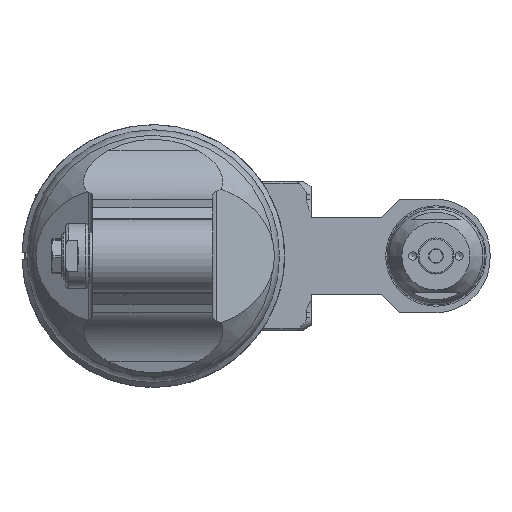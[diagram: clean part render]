
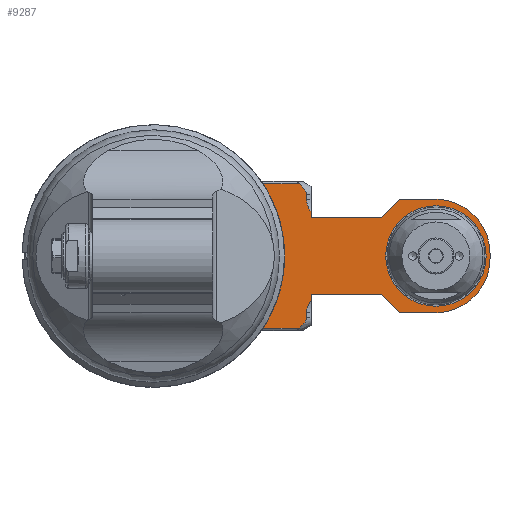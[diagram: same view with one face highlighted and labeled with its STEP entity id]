
A CAD part, front view. The second image highlights one B-rep face of the part: STEP entity #9287.
In plain terms, the highlighted planar face has unit normal (0, -1, 0).
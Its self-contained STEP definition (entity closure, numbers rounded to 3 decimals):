
#91=FACE_BOUND('',#1285,.T.);
#189=(
BOUNDED_CURVE()
B_SPLINE_CURVE(2,(#14328,#14329,#14330),.UNSPECIFIED.,.F.,.F.)
B_SPLINE_CURVE_WITH_KNOTS((3,3),(-8.897,-6.635),
 .UNSPECIFIED.)
CURVE()
GEOMETRIC_REPRESENTATION_ITEM()
RATIONAL_B_SPLINE_CURVE((2.813,2.813,2.696))
REPRESENTATION_ITEM('')
);
#190=(
BOUNDED_CURVE()
B_SPLINE_CURVE(2,(#14334,#14335,#14336),.UNSPECIFIED.,.F.,.F.)
B_SPLINE_CURVE_WITH_KNOTS((3,3),(1.071,2.359),
 .UNSPECIFIED.)
CURVE()
GEOMETRIC_REPRESENTATION_ITEM()
RATIONAL_B_SPLINE_CURVE((1.95,2.354,2.354))
REPRESENTATION_ITEM('')
);
#191=(
BOUNDED_CURVE()
B_SPLINE_CURVE(2,(#14343,#14344,#14345),.UNSPECIFIED.,.F.,.F.)
B_SPLINE_CURVE_WITH_KNOTS((3,3),(2.359,3.647),
 .UNSPECIFIED.)
CURVE()
GEOMETRIC_REPRESENTATION_ITEM()
RATIONAL_B_SPLINE_CURVE((2.354,2.354,1.95))
REPRESENTATION_ITEM('')
);
#192=(
BOUNDED_CURVE()
B_SPLINE_CURVE(2,(#14347,#14348,#14349),.UNSPECIFIED.,.F.,.F.)
B_SPLINE_CURVE_WITH_KNOTS((3,3),(-11.159,-8.897),
 .UNSPECIFIED.)
CURVE()
GEOMETRIC_REPRESENTATION_ITEM()
RATIONAL_B_SPLINE_CURVE((2.696,2.813,2.813))
REPRESENTATION_ITEM('')
);
#309=PLANE('',#9963);
#709=FACE_OUTER_BOUND('',#1284,.T.);
#1284=EDGE_LOOP('',(#6584,#6585,#6586,#6587,#6588,#6589,#6590,#6591,#6592,
#6593,#6594,#6595,#6596,#6597,#6598,#6599,#6600,#6601,#6602,#6603));
#1285=EDGE_LOOP('',(#6604));
#1917=CIRCLE('',#9964,21.);
#1918=CIRCLE('',#9965,21.);
#1919=CIRCLE('',#9966,19.5);
#2542=LINE('',#14317,#3253);
#2546=LINE('',#14326,#3257);
#2547=LINE('',#14332,#3258);
#2548=LINE('',#14338,#3259);
#2549=LINE('',#14340,#3260);
#2550=LINE('',#14342,#3261);
#2551=LINE('',#14351,#3262);
#2552=LINE('',#14353,#3263);
#2553=LINE('',#14355,#3264);
#2554=LINE('',#14357,#3265);
#2555=LINE('',#14361,#3266);
#2556=LINE('',#14365,#3267);
#2557=LINE('',#14367,#3268);
#2558=LINE('',#14368,#3269);
#3253=VECTOR('',#11211,2.);
#3257=VECTOR('',#11217,2.101);
#3258=VECTOR('',#11218,2.);
#3259=VECTOR('',#11219,14.898);
#3260=VECTOR('',#11220,56.);
#3261=VECTOR('',#11221,14.898);
#3262=VECTOR('',#11222,2.101);
#3263=VECTOR('',#11223,27.49);
#3264=VECTOR('',#11224,9.899);
#3265=VECTOR('',#11225,14.01);
#3266=VECTOR('',#11228,2.);
#3267=VECTOR('',#11231,14.01);
#3268=VECTOR('',#11232,9.899);
#3269=VECTOR('',#11233,27.49);
#3999=VERTEX_POINT('',#14315);
#4000=VERTEX_POINT('',#14316);
#4003=VERTEX_POINT('',#14324);
#4004=VERTEX_POINT('',#14325);
#4005=VERTEX_POINT('',#14327);
#4006=VERTEX_POINT('',#14331);
#4007=VERTEX_POINT('',#14333);
#4008=VERTEX_POINT('',#14337);
#4009=VERTEX_POINT('',#14339);
#4010=VERTEX_POINT('',#14341);
#4011=VERTEX_POINT('',#14346);
#4012=VERTEX_POINT('',#14350);
#4013=VERTEX_POINT('',#14352);
#4014=VERTEX_POINT('',#14354);
#4015=VERTEX_POINT('',#14356);
#4016=VERTEX_POINT('',#14358);
#4017=VERTEX_POINT('',#14360);
#4018=VERTEX_POINT('',#14362);
#4019=VERTEX_POINT('',#14364);
#4020=VERTEX_POINT('',#14366);
#4021=VERTEX_POINT('',#14369);
#4995=EDGE_CURVE('',#3999,#4000,#2542,.T.);
#4999=EDGE_CURVE('',#4003,#4004,#2546,.T.);
#5000=EDGE_CURVE('',#4005,#4003,#189,.T.);
#5001=EDGE_CURVE('',#4005,#4006,#2547,.T.);
#5002=EDGE_CURVE('',#4007,#4006,#190,.T.);
#5003=EDGE_CURVE('',#4008,#4007,#2548,.T.);
#5004=EDGE_CURVE('',#4009,#4008,#2549,.T.);
#5005=EDGE_CURVE('',#4010,#4009,#2550,.T.);
#5006=EDGE_CURVE('',#4000,#4010,#191,.T.);
#5007=EDGE_CURVE('',#4011,#3999,#192,.T.);
#5008=EDGE_CURVE('',#4011,#4012,#2551,.T.);
#5009=EDGE_CURVE('',#4013,#4012,#2552,.T.);
#5010=EDGE_CURVE('',#4013,#4014,#2553,.T.);
#5011=EDGE_CURVE('',#4015,#4014,#2554,.T.);
#5012=EDGE_CURVE('',#4015,#4016,#1917,.T.);
#5013=EDGE_CURVE('',#4017,#4016,#2555,.T.);
#5014=EDGE_CURVE('',#4017,#4018,#1918,.T.);
#5015=EDGE_CURVE('',#4018,#4019,#2556,.T.);
#5016=EDGE_CURVE('',#4019,#4020,#2557,.T.);
#5017=EDGE_CURVE('',#4004,#4020,#2558,.T.);
#5018=EDGE_CURVE('',#4021,#4021,#1919,.T.);
#6584=ORIENTED_EDGE('',*,*,#4999,.F.);
#6585=ORIENTED_EDGE('',*,*,#5000,.F.);
#6586=ORIENTED_EDGE('',*,*,#5001,.T.);
#6587=ORIENTED_EDGE('',*,*,#5002,.F.);
#6588=ORIENTED_EDGE('',*,*,#5003,.F.);
#6589=ORIENTED_EDGE('',*,*,#5004,.F.);
#6590=ORIENTED_EDGE('',*,*,#5005,.F.);
#6591=ORIENTED_EDGE('',*,*,#5006,.F.);
#6592=ORIENTED_EDGE('',*,*,#4995,.F.);
#6593=ORIENTED_EDGE('',*,*,#5007,.F.);
#6594=ORIENTED_EDGE('',*,*,#5008,.T.);
#6595=ORIENTED_EDGE('',*,*,#5009,.F.);
#6596=ORIENTED_EDGE('',*,*,#5010,.T.);
#6597=ORIENTED_EDGE('',*,*,#5011,.F.);
#6598=ORIENTED_EDGE('',*,*,#5012,.T.);
#6599=ORIENTED_EDGE('',*,*,#5013,.F.);
#6600=ORIENTED_EDGE('',*,*,#5014,.T.);
#6601=ORIENTED_EDGE('',*,*,#5015,.T.);
#6602=ORIENTED_EDGE('',*,*,#5016,.T.);
#6603=ORIENTED_EDGE('',*,*,#5017,.F.);
#6604=ORIENTED_EDGE('',*,*,#5018,.T.);
#9287=ADVANCED_FACE('',(#709,#91),#309,.F.);
#9963=AXIS2_PLACEMENT_3D('',#14323,#11215,#11216);
#9964=AXIS2_PLACEMENT_3D('',#14359,#11226,#11227);
#9965=AXIS2_PLACEMENT_3D('',#14363,#11229,#11230);
#9966=AXIS2_PLACEMENT_3D('',#14370,#11234,#11235);
#11211=DIRECTION('',(0.,0.,-1.));
#11215=DIRECTION('center_axis',(0.,1.,0.));
#11216=DIRECTION('ref_axis',(-1.,0.,0.));
#11217=DIRECTION('',(0.,0.,-1.));
#11218=DIRECTION('',(0.,0.,1.));
#11219=DIRECTION('',(1.,0.,0.));
#11220=DIRECTION('',(0.,0.,1.));
#11221=DIRECTION('',(-1.,0.,0.));
#11222=DIRECTION('',(0.,0.,1.));
#11223=DIRECTION('',(-1.,0.,0.));
#11224=DIRECTION('',(0.707,0.,-0.707));
#11225=DIRECTION('',(-1.,0.,0.));
#11226=DIRECTION('center_axis',(0.,-1.,0.));
#11227=DIRECTION('ref_axis',(0.,0.,-1.));
#11228=DIRECTION('',(0.,0.,-1.));
#11229=DIRECTION('center_axis',(0.,-1.,0.));
#11230=DIRECTION('ref_axis',(1.,0.,0.));
#11231=DIRECTION('',(-1.,0.,0.));
#11232=DIRECTION('',(-0.707,0.,-0.707));
#11233=DIRECTION('',(1.,0.,0.));
#11234=DIRECTION('center_axis',(0.,1.,0.));
#11235=DIRECTION('ref_axis',(1.,0.,0.));
#14315=CARTESIAN_POINT('',(59.518,5.,-22.));
#14316=CARTESIAN_POINT('',(59.518,5.,-24.));
#14317=CARTESIAN_POINT('',(59.518,5.,-22.));
#14323=CARTESIAN_POINT('Origin',(40.5,5.,0.));
#14324=CARTESIAN_POINT('',(61.25,5.,17.101));
#14325=CARTESIAN_POINT('',(61.25,5.,15.));
#14326=CARTESIAN_POINT('',(61.25,5.,17.101));
#14327=CARTESIAN_POINT('',(59.518,5.,22.));
#14328=CARTESIAN_POINT('Ctrl Pts',(59.518,5.,22.));
#14329=CARTESIAN_POINT('Ctrl Pts',(59.518,5.,19.653));
#14330=CARTESIAN_POINT('Ctrl Pts',(61.25,5.,17.101));
#14331=CARTESIAN_POINT('',(59.518,5.,24.));
#14332=CARTESIAN_POINT('',(59.518,5.,22.));
#14333=CARTESIAN_POINT('',(56.648,5.,28.));
#14334=CARTESIAN_POINT('Ctrl Pts',(56.648,5.,28.));
#14335=CARTESIAN_POINT('Ctrl Pts',(59.518,5.,25.657));
#14336=CARTESIAN_POINT('Ctrl Pts',(59.518,5.,24.));
#14337=CARTESIAN_POINT('',(41.75,5.,28.));
#14338=CARTESIAN_POINT('',(41.75,5.,28.));
#14339=CARTESIAN_POINT('',(41.75,5.,-28.));
#14340=CARTESIAN_POINT('',(41.75,5.,-28.));
#14341=CARTESIAN_POINT('',(56.648,5.,-28.));
#14342=CARTESIAN_POINT('',(56.648,5.,-28.));
#14343=CARTESIAN_POINT('Ctrl Pts',(59.518,5.,-24.));
#14344=CARTESIAN_POINT('Ctrl Pts',(59.518,5.,-25.657));
#14345=CARTESIAN_POINT('Ctrl Pts',(56.648,5.,-28.));
#14346=CARTESIAN_POINT('',(61.25,5.,-17.101));
#14347=CARTESIAN_POINT('Ctrl Pts',(61.25,5.,-17.101));
#14348=CARTESIAN_POINT('Ctrl Pts',(59.518,5.,-19.653));
#14349=CARTESIAN_POINT('Ctrl Pts',(59.518,5.,-22.));
#14350=CARTESIAN_POINT('',(61.25,5.,-15.));
#14351=CARTESIAN_POINT('',(61.25,5.,-17.101));
#14352=CARTESIAN_POINT('',(88.74,5.,-15.));
#14353=CARTESIAN_POINT('',(88.74,5.,-15.));
#14354=CARTESIAN_POINT('',(95.74,5.,-22.));
#14355=CARTESIAN_POINT('',(88.74,5.,-15.));
#14356=CARTESIAN_POINT('',(109.75,5.,-22.));
#14357=CARTESIAN_POINT('',(109.75,5.,-22.));
#14358=CARTESIAN_POINT('',(130.75,5.,-1.));
#14359=CARTESIAN_POINT('Origin',(109.75,5.,-1.));
#14360=CARTESIAN_POINT('',(130.75,5.,1.));
#14361=CARTESIAN_POINT('',(130.75,5.,1.));
#14362=CARTESIAN_POINT('',(109.75,5.,22.));
#14363=CARTESIAN_POINT('Origin',(109.75,5.,1.));
#14364=CARTESIAN_POINT('',(95.74,5.,22.));
#14365=CARTESIAN_POINT('',(109.75,5.,22.));
#14366=CARTESIAN_POINT('',(88.74,5.,15.));
#14367=CARTESIAN_POINT('',(95.74,5.,22.));
#14368=CARTESIAN_POINT('',(61.25,5.,15.));
#14369=CARTESIAN_POINT('',(90.25,5.,0.));
#14370=CARTESIAN_POINT('Origin',(109.75,5.,0.));
